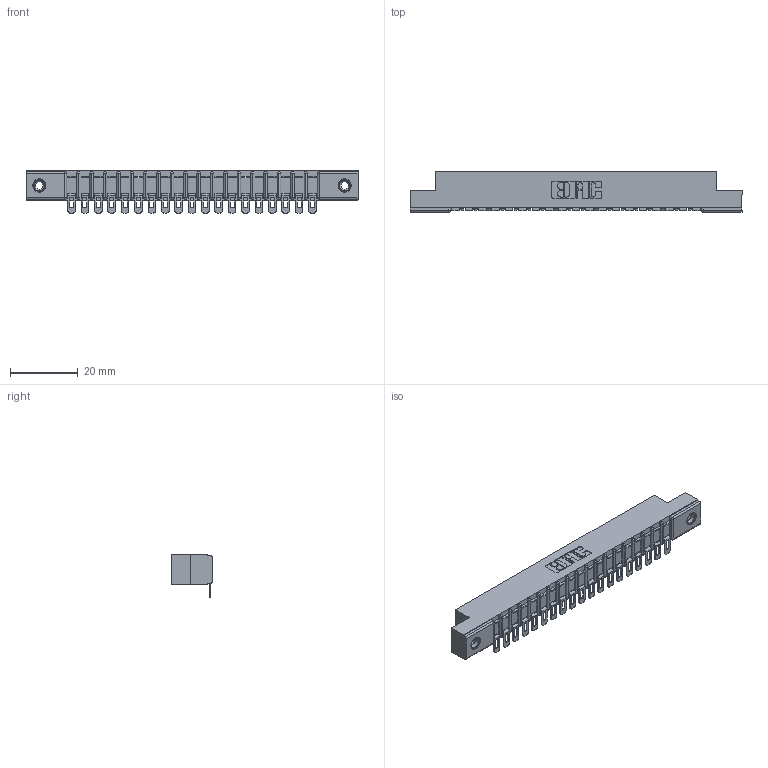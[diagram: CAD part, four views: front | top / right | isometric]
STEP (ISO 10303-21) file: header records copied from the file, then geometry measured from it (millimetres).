
FILE_DESCRIPTION (( 'STEP AP203' ), '1' );
FILE_NAME ('357-019-454-108.STEP', '2020-10-01T02:48:14', ( '' ), ( '' ), 'SwSTEP 2.0', 'SolidWorks 2020', '' );
FILE_SCHEMA (( 'CONFIG_CONTROL_DESIGN' ));
Length unit declared in the file: inch
Products named in the file (4): 345-250-001_345-250-003-102; 307 Part_.156 Dia Mounting Holes; 357-019-454-108; 307-290-002_554
Assembly tree (22 placements, depth 2):
  357-019-454-108
    307 Part_.156 Dia Mounting Holes
    307-290-002_554  x19
    345-250-001_345-250-003-102  x2
Bounding box: 98.3 x 12.01 x 12.52 mm (x, y, z)
Volume: 6488.2 mm3; surface area: 11731 mm2
Topology: 22 solids, 22 shells, 1737 faces, 5266 edges, 3448 vertices
Faces by surface type: plane 976, cylinder 705, sphere 40, cone 12, torus 4
Entity records: 21274 total; most frequent: CARTESIAN_POINT 3565, ORIENTED_EDGE 3548, DIRECTION 3490, EDGE_CURVE 1774, LINE 1340, VECTOR 1340, VERTEX_POINT 1150, AXIS2_PLACEMENT_3D 1075
